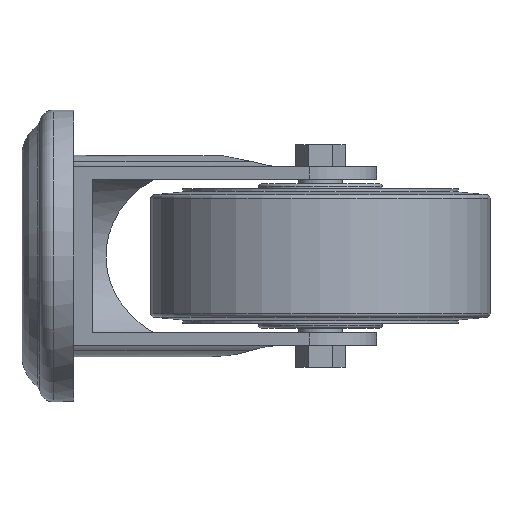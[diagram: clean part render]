
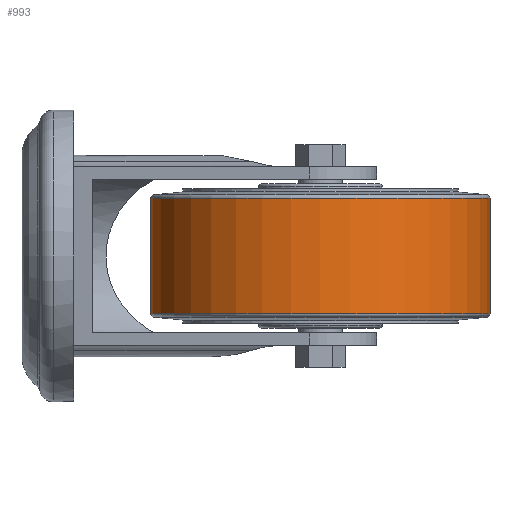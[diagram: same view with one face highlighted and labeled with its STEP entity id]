
A CAD part, left-side view. The second image highlights one B-rep face of the part: STEP entity #993.
In plain terms, the highlighted cylindrical face has radius 25 mm (diameter 50 mm), a full revolution.
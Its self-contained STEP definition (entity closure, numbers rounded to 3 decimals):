
#59=CYLINDRICAL_SURFACE('',#1110,25.);
#93=CIRCLE('',#1109,25.);
#94=CIRCLE('',#1111,25.);
#307=ORIENTED_EDGE('',*,*,#457,.T.);
#308=ORIENTED_EDGE('',*,*,#456,.F.);
#456=EDGE_CURVE('',#550,#550,#93,.T.);
#457=EDGE_CURVE('',#551,#551,#94,.T.);
#550=VERTEX_POINT('',#1686);
#551=VERTEX_POINT('',#1689);
#769=EDGE_LOOP('',(#307));
#770=EDGE_LOOP('',(#308));
#877=FACE_BOUND('',#769,.T.);
#878=FACE_BOUND('',#770,.T.);
#993=ADVANCED_FACE('',(#877,#878),#59,.T.);
#1109=AXIS2_PLACEMENT_3D('',#1685,#1382,#1383);
#1110=AXIS2_PLACEMENT_3D('',#1687,#1384,#1385);
#1111=AXIS2_PLACEMENT_3D('',#1688,#1386,#1387);
#1382=DIRECTION('',(0.,0.,-1.));
#1383=DIRECTION('',(-1.,0.,0.));
#1384=DIRECTION('',(0.,0.,-1.));
#1385=DIRECTION('',(-1.,0.,0.));
#1386=DIRECTION('',(0.,0.,-1.));
#1387=DIRECTION('',(-1.,0.,0.));
#1685=CARTESIAN_POINT('',(0.,0.,-8.505));
#1686=CARTESIAN_POINT('',(-25.,0.,-8.505));
#1687=CARTESIAN_POINT('',(0.,0.,-10.62));
#1688=CARTESIAN_POINT('',(0.,0.,8.505));
#1689=CARTESIAN_POINT('',(-25.,0.,8.505));
